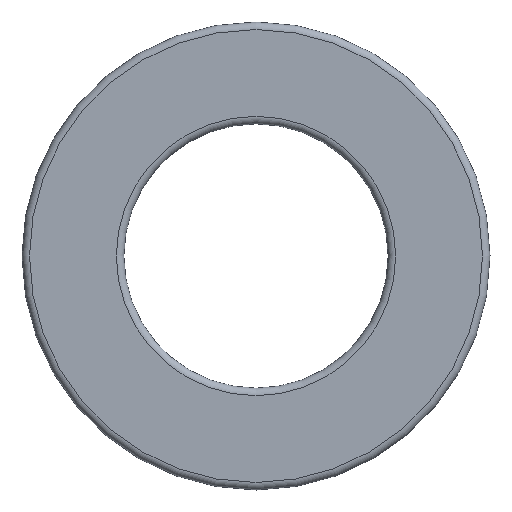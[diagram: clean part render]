
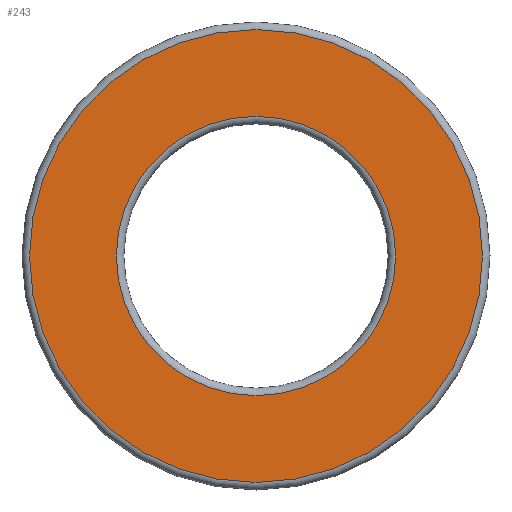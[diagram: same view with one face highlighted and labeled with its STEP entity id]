
A CAD part, left-side view. The second image highlights one B-rep face of the part: STEP entity #243.
In plain terms, the highlighted planar face has unit normal (-1, 0, 0).
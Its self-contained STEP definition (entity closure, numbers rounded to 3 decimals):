
#243 = ADVANCED_FACE( '', ( #398, #399 ), #400, .T. );
#398 = FACE_BOUND( '', #580, .T. );
#399 = FACE_OUTER_BOUND( '', #581, .T. );
#400 = PLANE( '', #582 );
#580 = EDGE_LOOP( '', ( #754 ) );
#581 = EDGE_LOOP( '', ( #755 ) );
#582 = AXIS2_PLACEMENT_3D( '', #756, #757, #758 );
#754 = ORIENTED_EDGE( '', *, *, #984, .T. );
#755 = ORIENTED_EDGE( '', *, *, #989, .F. );
#756 = CARTESIAN_POINT( '', ( 0., 30., 0. ) );
#757 = DIRECTION( '', ( -1., 0., 0. ) );
#758 = DIRECTION( '', ( 0., 0., 1. ) );
#984 = EDGE_CURVE( '', #1070, #1070, #1071, .T. );
#989 = EDGE_CURVE( '', #1078, #1078, #1079, .T. );
#1070 = VERTEX_POINT( '', #1200 );
#1071 = CIRCLE( '', #1201, 18.5 );
#1078 = VERTEX_POINT( '', #1208 );
#1079 = CIRCLE( '', #1209, 30. );
#1200 = CARTESIAN_POINT( '', ( 0., 0., -18.5 ) );
#1201 = AXIS2_PLACEMENT_3D( '', #1330, #1331, #1332 );
#1208 = CARTESIAN_POINT( '', ( 0., 0., -30. ) );
#1209 = AXIS2_PLACEMENT_3D( '', #1339, #1340, #1341 );
#1330 = CARTESIAN_POINT( '', ( 0., 0., 0. ) );
#1331 = DIRECTION( '', ( 1., 0., 0. ) );
#1332 = DIRECTION( '', ( 0., 0., -1. ) );
#1339 = CARTESIAN_POINT( '', ( 0., 0., 0. ) );
#1340 = DIRECTION( '', ( 1., 0., 0. ) );
#1341 = DIRECTION( '', ( 0., 0., -1. ) );
